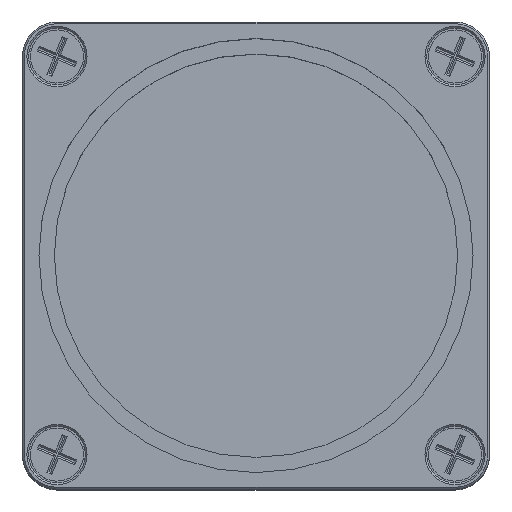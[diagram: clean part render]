
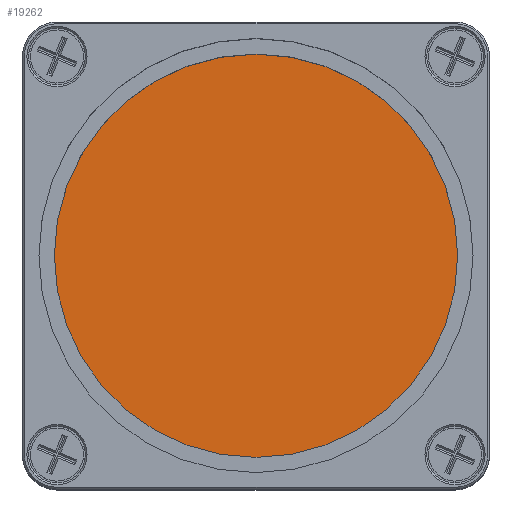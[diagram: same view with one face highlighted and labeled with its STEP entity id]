
A CAD part, top view. The second image highlights one B-rep face of the part: STEP entity #19262.
In plain terms, the highlighted face is planar.
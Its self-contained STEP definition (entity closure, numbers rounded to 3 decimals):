
#12527=FACE_OUTER_BOUND('',#50822,.T.);
#19262=ADVANCED_FACE('',(#12527),#22881,.F.);
#22881=PLANE('',#114146);
#50822=EDGE_LOOP('',(#78708));
#78708=ORIENTED_EDGE('',*,*,#102404,.F.);
#88381=VERTEX_POINT('',#171863);
#102404=EDGE_CURVE('',#88381,#88381,#105737,.T.);
#105737=CIRCLE('',#114143,12.5);
#114143=AXIS2_PLACEMENT_3D('',#171862,#141568,#141569);
#114146=AXIS2_PLACEMENT_3D('',#171866,#141574,#141575);
#141568=DIRECTION('',(0.,0.,1.));
#141569=DIRECTION('',(1.,0.,0.));
#141574=DIRECTION('',(0.,0.,1.));
#141575=DIRECTION('',(1.,0.,0.));
#171862=CARTESIAN_POINT('',(0.,0.,0.));
#171863=CARTESIAN_POINT('',(12.5,0.,0.));
#171866=CARTESIAN_POINT('',(0.,0.,0.));
